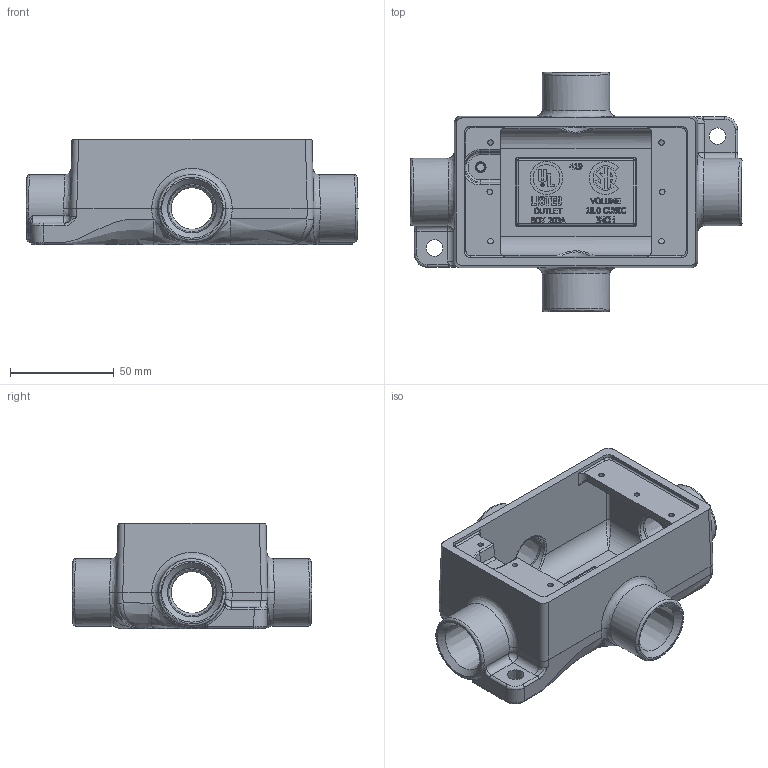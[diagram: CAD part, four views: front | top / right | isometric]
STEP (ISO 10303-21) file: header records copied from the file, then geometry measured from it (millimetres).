
FILE_DESCRIPTION(/* description */ ('FSX-2 AS MACHINED'),/* implementation_level */ '2;1');
FILE_NAME(/* name */ 'KIL_FSX-2.stp',/* time_stamp */ '2020-10-15T13:39:58+05:00',/* author */ ('kr'),/* organization */ (''),/* preprocessor_version */ 'ST-DEVELOPER v18',/* originating_system */ 'Autodesk Inventor 2020',/* authorisation */ '');
FILE_SCHEMA (('AUTOMOTIVE_DESIGN { 1 0 10303 214 3 1 1 }'));
Length unit declared in the file: inch
Products named in the file (1): 23864
Bounding box: 160.34 x 115.89 x 50.8 mm (x, y, z)
Volume: 165115.4 mm3; surface area: 68092.6 mm2
Topology: 1 solids, 1 shells, 1186 faces, 3143 edges, 2007 vertices
Faces by surface type: plane 570, bspline 397, cylinder 172, torus 21, cone 14, sphere 12
Full cylindrical faces by diameter (mm): 1.476 x1, 1.762 x1, 2.642 x6, 3.683 x1, 12.938 x1, 15.875 x1, 20.117 x4, 32.544 x2
Entity records: 43080 total; most frequent: CARTESIAN_POINT 15865, ORIENTED_EDGE 6230, DIRECTION 4536, EDGE_CURVE 3115, VERTEX_POINT 2007, LINE 1878, VECTOR 1878, AXIS2_PLACEMENT_3D 1329
